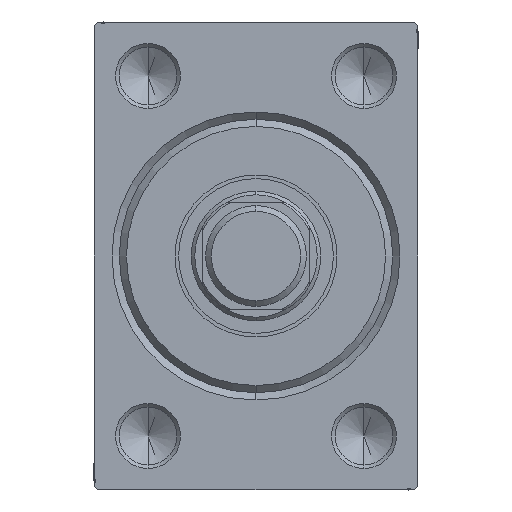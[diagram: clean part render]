
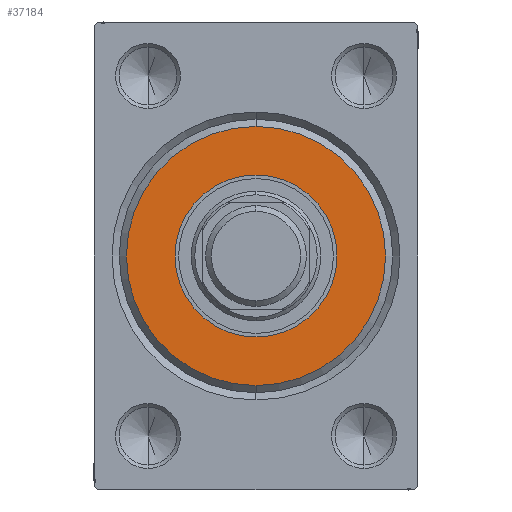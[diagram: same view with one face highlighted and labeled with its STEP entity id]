
A CAD part, left-side view. The second image highlights one B-rep face of the part: STEP entity #37184.
In plain terms, the highlighted face is planar.
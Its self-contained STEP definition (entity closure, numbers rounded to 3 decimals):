
#80 = AXIS2_PLACEMENT_3D ( 'NONE', #42901, #1661, #1437 ) ;
#1437 = DIRECTION ( 'NONE',  ( 0., 0., -1. ) ) ;
#1661 = DIRECTION ( 'NONE',  ( 1., 0., 0. ) ) ;
#2961 = EDGE_LOOP ( 'NONE', ( #19717, #6417 ) ) ;
#3109 = CARTESIAN_POINT ( 'NONE',  ( 3., 0., 0. ) ) ;
#3459 = VERTEX_POINT ( 'NONE', #30313 ) ;
#4638 = CIRCLE ( 'NONE', #25621, 11.25 ) ;
#6417 = ORIENTED_EDGE ( 'NONE', *, *, #7709, .T. ) ;
#7709 = EDGE_CURVE ( 'NONE', #28256, #25447, #43117, .T. ) ;
#8796 = CARTESIAN_POINT ( 'NONE',  ( 3., 0., 0. ) ) ;
#8937 = DIRECTION ( 'NONE',  ( 0., 0., -1. ) ) ;
#10916 = EDGE_CURVE ( 'NONE', #3459, #17855, #4638, .T. ) ;
#16048 = DIRECTION ( 'NONE',  ( 1., 0., 0. ) ) ;
#17143 = ORIENTED_EDGE ( 'NONE', *, *, #38861, .F. ) ;
#17855 = VERTEX_POINT ( 'NONE', #19479 ) ;
#18458 = CARTESIAN_POINT ( 'NONE',  ( 3., 0., 0. ) ) ;
#18770 = CARTESIAN_POINT ( 'NONE',  ( 3., 0., 0. ) ) ;
#19427 = CARTESIAN_POINT ( 'NONE',  ( 3., 0., -18. ) ) ;
#19479 = CARTESIAN_POINT ( 'NONE',  ( 3., 0., 11.25 ) ) ;
#19630 = CIRCLE ( 'NONE', #80, 18. ) ;
#19717 = ORIENTED_EDGE ( 'NONE', *, *, #33828, .T. ) ;
#19902 = DIRECTION ( 'NONE',  ( 0., 0., -1. ) ) ;
#21264 = CARTESIAN_POINT ( 'NONE',  ( 3., 0., 18. ) ) ;
#22153 = PLANE ( 'NONE',  #41416 ) ;
#23056 = DIRECTION ( 'NONE',  ( 1., 0., 0. ) ) ;
#25447 = VERTEX_POINT ( 'NONE', #21264 ) ;
#25621 = AXIS2_PLACEMENT_3D ( 'NONE', #8796, #23056, #30080 ) ;
#26585 = EDGE_LOOP ( 'NONE', ( #29550, #17143 ) ) ;
#28256 = VERTEX_POINT ( 'NONE', #19427 ) ;
#29400 = FACE_BOUND ( 'NONE', #26585, .T. ) ;
#29550 = ORIENTED_EDGE ( 'NONE', *, *, #10916, .F. ) ;
#29625 = FACE_OUTER_BOUND ( 'NONE', #2961, .T. ) ;
#29765 = CIRCLE ( 'NONE', #38433, 11.25 ) ;
#30080 = DIRECTION ( 'NONE',  ( 0., 0., -1. ) ) ;
#30313 = CARTESIAN_POINT ( 'NONE',  ( 3., 0., -11.25 ) ) ;
#32256 = AXIS2_PLACEMENT_3D ( 'NONE', #3109, #16048, #19902 ) ;
#33828 = EDGE_CURVE ( 'NONE', #25447, #28256, #19630, .T. ) ;
#37184 = ADVANCED_FACE ( 'NONE', ( #29625, #29400 ), #22153, .T. ) ;
#38433 = AXIS2_PLACEMENT_3D ( 'NONE', #18458, #39517, #8937 ) ;
#38861 = EDGE_CURVE ( 'NONE', #17855, #3459, #29765, .T. ) ;
#39517 = DIRECTION ( 'NONE',  ( 1., 0., 0. ) ) ;
#40040 = DIRECTION ( 'NONE',  ( 1., 0., 0. ) ) ;
#41416 = AXIS2_PLACEMENT_3D ( 'NONE', #18770, #40040, #43664 ) ;
#42901 = CARTESIAN_POINT ( 'NONE',  ( 3., 0., 0. ) ) ;
#43117 = CIRCLE ( 'NONE', #32256, 18. ) ;
#43664 = DIRECTION ( 'NONE',  ( 0., 0., -1. ) ) ;
